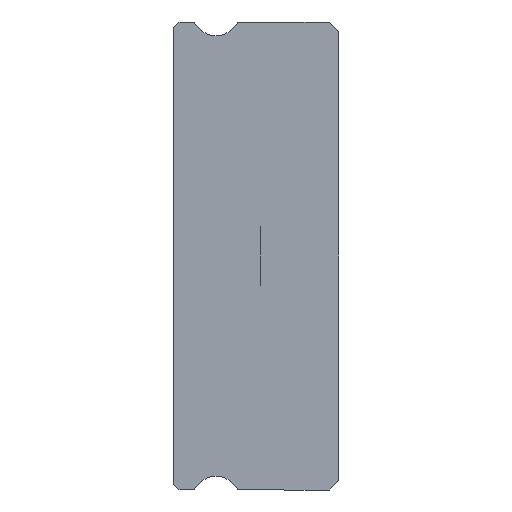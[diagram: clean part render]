
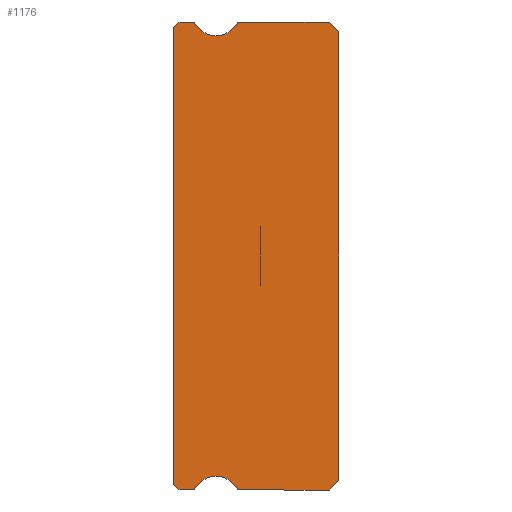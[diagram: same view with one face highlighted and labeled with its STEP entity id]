
A CAD part, left-side view. The second image highlights one B-rep face of the part: STEP entity #1176.
In plain terms, the highlighted planar face has unit normal (-1, 0, 0).
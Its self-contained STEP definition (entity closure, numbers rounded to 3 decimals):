
#55 = LINE ( 'NONE', #1817, #1891 ) ;
#60 = ORIENTED_EDGE ( 'NONE', *, *, #1359, .F. ) ;
#72 = CARTESIAN_POINT ( 'NONE',  ( -5., 7.512, 12. ) ) ;
#79 = FACE_OUTER_BOUND ( 'NONE', #945, .T. ) ;
#96 = ORIENTED_EDGE ( 'NONE', *, *, #570, .F. ) ;
#126 = CARTESIAN_POINT ( 'NONE',  ( -5., 6.3, 11.3 ) ) ;
#151 = CIRCLE ( 'NONE', #1123, 0.15 ) ;
#156 = VECTOR ( 'NONE', #503, 1000. ) ;
#163 = DIRECTION ( 'NONE',  ( 0., 0., -1. ) ) ;
#164 = DIRECTION ( 'NONE',  ( 0., -0.707, -0.707 ) ) ;
#165 = DIRECTION ( 'NONE',  ( -1., 0., 0. ) ) ;
#166 = CARTESIAN_POINT ( 'NONE',  ( -5., 8.2, 12. ) ) ;
#174 = DIRECTION ( 'NONE',  ( 0., 0., -1. ) ) ;
#188 = CIRCLE ( 'NONE', #1384, 0.15 ) ;
#191 = VECTOR ( 'NONE', #1151, 1000. ) ;
#198 = CARTESIAN_POINT ( 'NONE',  ( -5., 0.5, 12. ) ) ;
#211 = CARTESIAN_POINT ( 'NONE',  ( -5., 5.088, -12. ) ) ;
#237 = DIRECTION ( 'NONE',  ( 0., 0., 1. ) ) ;
#239 = VERTEX_POINT ( 'NONE', #1103 ) ;
#243 = PLANE ( 'NONE',  #1912 ) ;
#263 = EDGE_CURVE ( 'NONE', #1455, #1367, #359, .T. ) ;
#268 = DIRECTION ( 'NONE',  ( 1., 0., 0. ) ) ;
#284 = AXIS2_PLACEMENT_3D ( 'NONE', #636, #165, #174 ) ;
#296 = AXIS2_PLACEMENT_3D ( 'NONE', #310, #791, #163 ) ;
#300 = DIRECTION ( 'NONE',  ( 1., 0., 0. ) ) ;
#310 = CARTESIAN_POINT ( 'NONE',  ( -5., 6.3, -12.55 ) ) ;
#338 = VERTEX_POINT ( 'NONE', #2064 ) ;
#344 = CARTESIAN_POINT ( 'NONE',  ( -5., 0., -11.5 ) ) ;
#355 = DIRECTION ( 'NONE',  ( 0., -1., 0. ) ) ;
#359 = CIRCLE ( 'NONE', #1161, 0.15 ) ;
#388 = LINE ( 'NONE', #858, #1226 ) ;
#401 = EDGE_CURVE ( 'NONE', #911, #338, #388, .T. ) ;
#414 = CARTESIAN_POINT ( 'NONE',  ( -5., 7.512, -12. ) ) ;
#491 = CARTESIAN_POINT ( 'NONE',  ( -5., 8.2, -12. ) ) ;
#496 = EDGE_CURVE ( 'NONE', #1558, #1658, #1463, .T. ) ;
#499 = VERTEX_POINT ( 'NONE', #703 ) ;
#503 = DIRECTION ( 'NONE',  ( 0., 1., 0. ) ) ;
#524 = CARTESIAN_POINT ( 'NONE',  ( -5., 7.512, -12. ) ) ;
#556 = VERTEX_POINT ( 'NONE', #681 ) ;
#570 = EDGE_CURVE ( 'NONE', #738, #653, #1193, .T. ) ;
#592 = VECTOR ( 'NONE', #978, 1000. ) ;
#597 = VERTEX_POINT ( 'NONE', #414 ) ;
#600 = DIRECTION ( 'NONE',  ( 0., 0., -1. ) ) ;
#625 = CARTESIAN_POINT ( 'NONE',  ( -5., 5.088, 11.85 ) ) ;
#636 = CARTESIAN_POINT ( 'NONE',  ( -5., 6.3, 12.55 ) ) ;
#638 = CARTESIAN_POINT ( 'NONE',  ( -5., 5.088, -11.85 ) ) ;
#646 = AXIS2_PLACEMENT_3D ( 'NONE', #1978, #1032, #869 ) ;
#653 = VERTEX_POINT ( 'NONE', #1709 ) ;
#655 = CIRCLE ( 'NONE', #284, 1.25 ) ;
#678 = LINE ( 'NONE', #823, #156 ) ;
#681 = CARTESIAN_POINT ( 'NONE',  ( -5., 7.383, -11.925 ) ) ;
#703 = CARTESIAN_POINT ( 'NONE',  ( -5., 8.2, -12. ) ) ;
#727 = AXIS2_PLACEMENT_3D ( 'NONE', #1354, #268, #1699 ) ;
#730 = VECTOR ( 'NONE', #1566, 1000. ) ;
#738 = VERTEX_POINT ( 'NONE', #802 ) ;
#739 = DIRECTION ( 'NONE',  ( 1., 0., 0. ) ) ;
#791 = DIRECTION ( 'NONE',  ( -1., 0., 0. ) ) ;
#799 = EDGE_CURVE ( 'NONE', #1367, #556, #1424, .T. ) ;
#802 = CARTESIAN_POINT ( 'NONE',  ( -5., 7.512, 12. ) ) ;
#823 = CARTESIAN_POINT ( 'NONE',  ( -5., 8.2, 12. ) ) ;
#848 = DIRECTION ( 'NONE',  ( 0., 0.707, -0.707 ) ) ;
#849 = CARTESIAN_POINT ( 'NONE',  ( -5., 0., -11.5 ) ) ;
#858 = CARTESIAN_POINT ( 'NONE',  ( -5., 8.5, 11.7 ) ) ;
#864 = EDGE_CURVE ( 'NONE', #738, #911, #678, .T. ) ;
#869 = DIRECTION ( 'NONE',  ( 0., 0., -1. ) ) ;
#870 = ORIENTED_EDGE ( 'NONE', *, *, #263, .F. ) ;
#877 = LINE ( 'NONE', #1366, #1345 ) ;
#887 = EDGE_CURVE ( 'NONE', #1389, #1435, #1138, .T. ) ;
#895 = VECTOR ( 'NONE', #355, 1000. ) ;
#901 = EDGE_CURVE ( 'NONE', #1658, #1705, #1627, .T. ) ;
#911 = VERTEX_POINT ( 'NONE', #166 ) ;
#938 = CARTESIAN_POINT ( 'NONE',  ( -5., 5.217, -11.925 ) ) ;
#945 = EDGE_LOOP ( 'NONE', ( #967, #1603, #1154, #60, #1126, #870, #1970, #2009, #1915, #2013, #1411, #986, #1958, #1025, #96, #2044, #1106 ) ) ;
#948 = DIRECTION ( 'NONE',  ( 1., 0., 0. ) ) ;
#967 = ORIENTED_EDGE ( 'NONE', *, *, #1967, .F. ) ;
#978 = DIRECTION ( 'NONE',  ( 0., 0.707, -0.707 ) ) ;
#986 = ORIENTED_EDGE ( 'NONE', *, *, #2040, .F. ) ;
#996 = DIRECTION ( 'NONE',  ( 0., 1., 0. ) ) ;
#1025 = ORIENTED_EDGE ( 'NONE', *, *, #1671, .F. ) ;
#1032 = DIRECTION ( 'NONE',  ( -1., 0., 0. ) ) ;
#1057 = EDGE_CURVE ( 'NONE', #499, #597, #1472, .T. ) ;
#1082 = EDGE_CURVE ( 'NONE', #1435, #1455, #55, .T. ) ;
#1103 = CARTESIAN_POINT ( 'NONE',  ( -5., 5.217, 11.925 ) ) ;
#1106 = ORIENTED_EDGE ( 'NONE', *, *, #401, .T. ) ;
#1123 = AXIS2_PLACEMENT_3D ( 'NONE', #1550, #300, #600 ) ;
#1126 = ORIENTED_EDGE ( 'NONE', *, *, #799, .F. ) ;
#1138 = LINE ( 'NONE', #344, #592 ) ;
#1151 = DIRECTION ( 'NONE',  ( 0., -1., 0. ) ) ;
#1154 = ORIENTED_EDGE ( 'NONE', *, *, #1057, .T. ) ;
#1161 = AXIS2_PLACEMENT_3D ( 'NONE', #638, #1273, #1907 ) ;
#1176 = ADVANCED_FACE ( 'NONE', ( #79 ), #243, .F. ) ;
#1177 = CARTESIAN_POINT ( 'NONE',  ( -5., 5.088, 12. ) ) ;
#1193 = CIRCLE ( 'NONE', #727, 0.15 ) ;
#1201 = DIRECTION ( 'NONE',  ( 0., 0., 1. ) ) ;
#1218 = DIRECTION ( 'NONE',  ( 0., 0., -1. ) ) ;
#1226 = VECTOR ( 'NONE', #848, 1000. ) ;
#1273 = DIRECTION ( 'NONE',  ( 1., 0., 0. ) ) ;
#1345 = VECTOR ( 'NONE', #237, 1000. ) ;
#1354 = CARTESIAN_POINT ( 'NONE',  ( -5., 7.512, 11.85 ) ) ;
#1359 = EDGE_CURVE ( 'NONE', #556, #597, #151, .T. ) ;
#1366 = CARTESIAN_POINT ( 'NONE',  ( -5., 0., 11.5 ) ) ;
#1367 = VERTEX_POINT ( 'NONE', #938 ) ;
#1378 = VECTOR ( 'NONE', #1201, 1000. ) ;
#1384 = AXIS2_PLACEMENT_3D ( 'NONE', #625, #948, #2056 ) ;
#1389 = VERTEX_POINT ( 'NONE', #849 ) ;
#1411 = ORIENTED_EDGE ( 'NONE', *, *, #496, .F. ) ;
#1424 = CIRCLE ( 'NONE', #296, 1.25 ) ;
#1435 = VERTEX_POINT ( 'NONE', #1465 ) ;
#1455 = VERTEX_POINT ( 'NONE', #211 ) ;
#1463 = LINE ( 'NONE', #72, #191 ) ;
#1465 = CARTESIAN_POINT ( 'NONE',  ( -5., 0.5, -12. ) ) ;
#1472 = LINE ( 'NONE', #524, #895 ) ;
#1524 = EDGE_CURVE ( 'NONE', #1389, #1705, #877, .T. ) ;
#1525 = CARTESIAN_POINT ( 'NONE',  ( -5., 0.5, 12. ) ) ;
#1543 = CIRCLE ( 'NONE', #646, 1.25 ) ;
#1550 = CARTESIAN_POINT ( 'NONE',  ( -5., 7.512, -11.85 ) ) ;
#1558 = VERTEX_POINT ( 'NONE', #1177 ) ;
#1566 = DIRECTION ( 'NONE',  ( 0., -0.707, -0.707 ) ) ;
#1603 = ORIENTED_EDGE ( 'NONE', *, *, #1769, .T. ) ;
#1627 = LINE ( 'NONE', #198, #730 ) ;
#1658 = VERTEX_POINT ( 'NONE', #1525 ) ;
#1662 = CARTESIAN_POINT ( 'NONE',  ( -5., 7.512, 11.85 ) ) ;
#1671 = EDGE_CURVE ( 'NONE', #653, #1716, #1543, .T. ) ;
#1674 = LINE ( 'NONE', #1690, #1378 ) ;
#1690 = CARTESIAN_POINT ( 'NONE',  ( -5., 8.5, 11.85 ) ) ;
#1699 = DIRECTION ( 'NONE',  ( 0., 0., -1. ) ) ;
#1705 = VERTEX_POINT ( 'NONE', #1712 ) ;
#1709 = CARTESIAN_POINT ( 'NONE',  ( -5., 7.383, 11.925 ) ) ;
#1712 = CARTESIAN_POINT ( 'NONE',  ( -5., 0., 11.5 ) ) ;
#1716 = VERTEX_POINT ( 'NONE', #126 ) ;
#1763 = VERTEX_POINT ( 'NONE', #1866 ) ;
#1769 = EDGE_CURVE ( 'NONE', #1763, #499, #1917, .T. ) ;
#1817 = CARTESIAN_POINT ( 'NONE',  ( -5., 7.512, -12. ) ) ;
#1866 = CARTESIAN_POINT ( 'NONE',  ( -5., 8.5, -11.7 ) ) ;
#1891 = VECTOR ( 'NONE', #996, 1000. ) ;
#1907 = DIRECTION ( 'NONE',  ( 0., 0., -1. ) ) ;
#1912 = AXIS2_PLACEMENT_3D ( 'NONE', #1662, #739, #1218 ) ;
#1913 = VECTOR ( 'NONE', #164, 1000. ) ;
#1915 = ORIENTED_EDGE ( 'NONE', *, *, #1524, .T. ) ;
#1917 = LINE ( 'NONE', #491, #1913 ) ;
#1958 = ORIENTED_EDGE ( 'NONE', *, *, #2022, .F. ) ;
#1967 = EDGE_CURVE ( 'NONE', #1763, #338, #1674, .T. ) ;
#1970 = ORIENTED_EDGE ( 'NONE', *, *, #1082, .F. ) ;
#1978 = CARTESIAN_POINT ( 'NONE',  ( -5., 6.3, 12.55 ) ) ;
#2009 = ORIENTED_EDGE ( 'NONE', *, *, #887, .F. ) ;
#2013 = ORIENTED_EDGE ( 'NONE', *, *, #901, .F. ) ;
#2022 = EDGE_CURVE ( 'NONE', #1716, #239, #655, .T. ) ;
#2040 = EDGE_CURVE ( 'NONE', #239, #1558, #188, .T. ) ;
#2044 = ORIENTED_EDGE ( 'NONE', *, *, #864, .T. ) ;
#2056 = DIRECTION ( 'NONE',  ( 0., 0., -1. ) ) ;
#2064 = CARTESIAN_POINT ( 'NONE',  ( -5., 8.5, 11.7 ) ) ;
